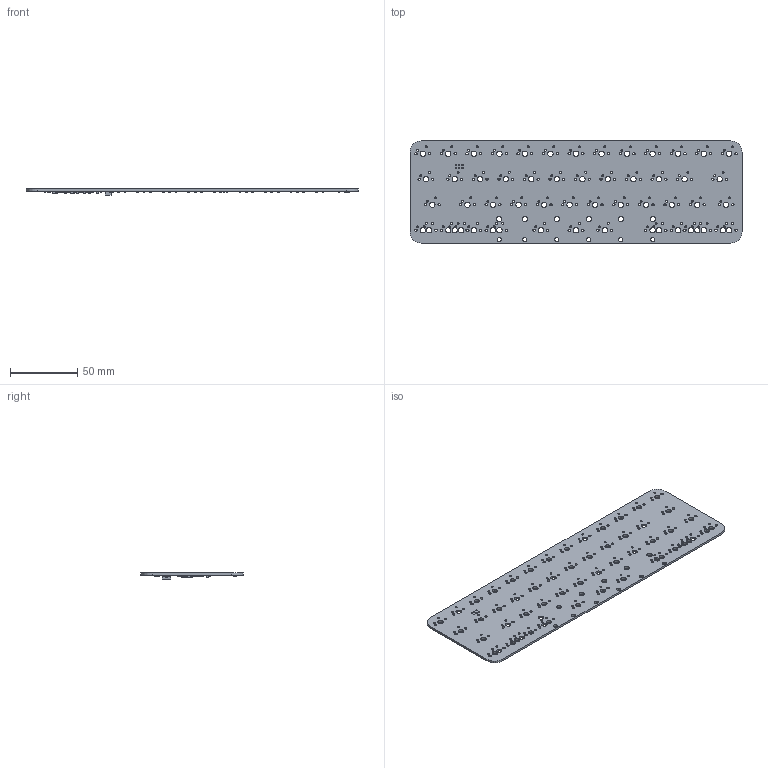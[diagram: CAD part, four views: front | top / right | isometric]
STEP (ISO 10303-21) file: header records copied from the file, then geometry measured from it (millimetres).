
FILE_DESCRIPTION(/* description */ (''),/* implementation_level */ '2;1');
FILE_NAME(/* name */ 'CC45.step',/* time_stamp */ '2021-09-18T01:09:29+02:00',/* author */ (''),/* organization */ (''),/* preprocessor_version */ 'ST-DEVELOPER v18.1',/* originating_system */ 'Autodesk Translation Framework v10.10.0.1391',/* authorisation */ '');
FILE_SCHEMA (('AUTOMOTIVE_DESIGN { 1 0 10303 214 3 1 1 }'));
Length unit declared in the file: millimetre
Products named in the file (16): (Unsaved); JST-SR-4; SOLID (3); SW_SPST_TL3342; SOLID (5); R_1206_3216Metric; SOLID; D_SOD-323; SOLID (4); C_1206_3216Metric; SOLID (1); Crystal_SMD_3225-4Pin_3.2x2.5mm_HandSoldering; SOLID (2); TQFP-44_10x10mm_P0.8mm; SOLID (6); FR4_CC45
Assembly tree (71 placements, depth 3):
  (Unsaved)
    JST-SR-4
      SOLID (3)
    SW_SPST_TL3342
      SOLID (5)
    R_1206_3216Metric  x4
      SOLID
    D_SOD-323  x47
      SOLID (4)
    C_1206_3216Metric  x8
      SOLID (1)
    Crystal_SMD_3225-4Pin_3.2x2.5mm_HandSoldering
      SOLID (2)
    TQFP-44_10x10mm_P0.8mm
      SOLID (6)
    FR4_CC45
Bounding box: 247 x 76 x 4.55 mm (x, y, z)
Volume: 28296.3 mm3; surface area: 40307.1 mm2
Topology: 64 solids, 65 shells, 4738 faces, 11650 edges, 7117 vertices
Faces by surface type: plane 3697, cylinder 1032, bspline 8, torus 1
Full cylindrical faces by diameter (mm): 0.5 x1, 1 x6, 1.47 x104, 1.75 x92, 2 x1, 3.048 x6, 3.988 x54
Entity records: 48458 total; most frequent: CARTESIAN_POINT 9678, DIRECTION 7764, ORIENTED_EDGE 7532, EDGE_CURVE 3766, LINE 2648, VECTOR 2648, AXIS2_PLACEMENT_3D 2558, VERTEX_POINT 2417
